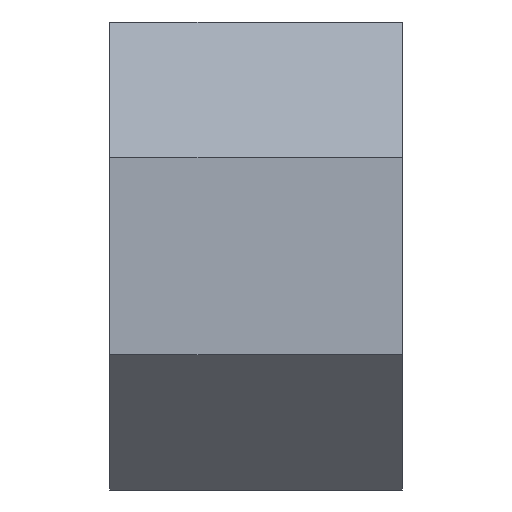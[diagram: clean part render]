
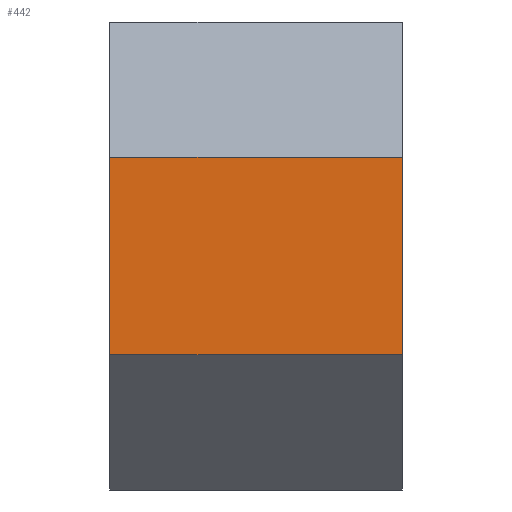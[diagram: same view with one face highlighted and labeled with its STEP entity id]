
A CAD part, left-side view. The second image highlights one B-rep face of the part: STEP entity #442.
In plain terms, the highlighted planar face has unit normal (-1, 0, 0).
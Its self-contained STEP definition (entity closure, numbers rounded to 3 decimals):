
#71=FACE_OUTER_BOUND('',#101,.T.);
#101=EDGE_LOOP('',(#402,#403,#404,#405));
#115=LINE('',#692,#157);
#122=LINE('',#706,#164);
#126=LINE('',#714,#168);
#142=LINE('',#742,#184);
#157=VECTOR('',#573,10.);
#164=VECTOR('',#582,10.);
#168=VECTOR('',#590,10.);
#184=VECTOR('',#614,10.);
#208=VERTEX_POINT('',#690);
#209=VERTEX_POINT('',#691);
#213=VERTEX_POINT('',#700);
#215=VERTEX_POINT('',#704);
#257=EDGE_CURVE('',#208,#209,#115,.T.);
#264=EDGE_CURVE('',#213,#215,#122,.T.);
#268=EDGE_CURVE('',#215,#208,#126,.T.);
#284=EDGE_CURVE('',#209,#213,#142,.T.);
#402=ORIENTED_EDGE('',*,*,#284,.T.);
#403=ORIENTED_EDGE('',*,*,#264,.T.);
#404=ORIENTED_EDGE('',*,*,#268,.T.);
#405=ORIENTED_EDGE('',*,*,#257,.T.);
#419=PLANE('',#497);
#442=ADVANCED_FACE('',(#71),#419,.F.);
#497=AXIS2_PLACEMENT_3D('',#747,#622,#623);
#573=DIRECTION('',(0.,-1.,0.));
#582=DIRECTION('',(0.,1.,0.));
#590=DIRECTION('',(0.,0.,-1.));
#614=DIRECTION('',(0.,0.,1.));
#622=DIRECTION('center_axis',(1.,0.,0.));
#623=DIRECTION('ref_axis',(0.,0.,-1.));
#690=CARTESIAN_POINT('',(-82.,4.997,4.627));
#691=CARTESIAN_POINT('',(-82.,-5.003,4.627));
#692=CARTESIAN_POINT('',(-82.,-0.003,4.627));
#700=CARTESIAN_POINT('',(-82.,-5.003,11.373));
#704=CARTESIAN_POINT('',(-82.,4.997,11.373));
#706=CARTESIAN_POINT('',(-82.,-0.003,11.373));
#714=CARTESIAN_POINT('',(-82.,4.997,8.005));
#742=CARTESIAN_POINT('',(-82.,-5.003,8.024));
#747=CARTESIAN_POINT('Origin',(-82.,-0.003,8.));
